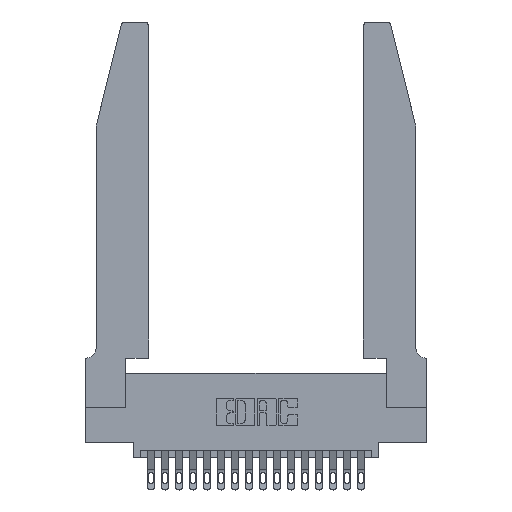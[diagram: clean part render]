
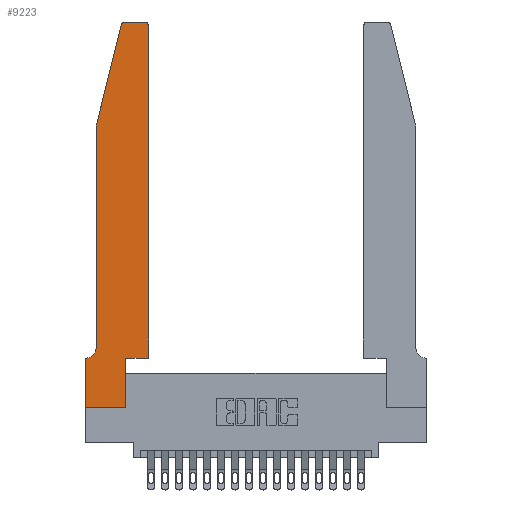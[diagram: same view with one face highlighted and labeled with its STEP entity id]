
A CAD part, top view. The second image highlights one B-rep face of the part: STEP entity #9223.
In plain terms, the highlighted planar face has unit normal (0, 0, 1).
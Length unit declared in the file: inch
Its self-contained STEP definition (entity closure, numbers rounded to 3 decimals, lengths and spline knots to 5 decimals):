
#40 = CARTESIAN_POINT ( 'NONE',  ( 0.2865, 0.35, 0.37 ) ) ;
#430 = VECTOR ( 'NONE', #2085, 39.37008 ) ;
#736 = DIRECTION ( 'NONE',  ( -0.239, -0.971, 0. ) ) ;
#952 = CARTESIAN_POINT ( 'NONE',  ( 0.2865, 0., 0.37 ) ) ;
#1190 = ORIENTED_EDGE ( 'NONE', *, *, #12947, .T. ) ;
#1520 = DIRECTION ( 'NONE',  ( 0., 0., 1. ) ) ;
#1998 = CARTESIAN_POINT ( 'NONE',  ( 0.25487, 2.72718, 0.37 ) ) ;
#2044 = VECTOR ( 'NONE', #7080, 39.37008 ) ;
#2085 = DIRECTION ( 'NONE',  ( 0., 1., 0. ) ) ;
#2108 = DIRECTION ( 'NONE',  ( 0., -1., 0. ) ) ;
#2698 = VERTEX_POINT ( 'NONE', #14934 ) ;
#2749 = AXIS2_PLACEMENT_3D ( 'NONE', #13510, #11696, #13371 ) ;
#3089 = CARTESIAN_POINT ( 'NONE',  ( 0.4505, 0.35, 0.37 ) ) ;
#3291 = DIRECTION ( 'NONE',  ( 0., 0., 1. ) ) ;
#3642 = FACE_OUTER_BOUND ( 'NONE', #11033, .T. ) ;
#4343 = LINE ( 'NONE', #17743, #5896 ) ;
#4466 = CARTESIAN_POINT ( 'NONE',  ( 0.0755, 0.35, 0.37 ) ) ;
#4478 = CARTESIAN_POINT ( 'NONE',  ( 0.4505, 2.72, 0.37 ) ) ;
#4711 = VERTEX_POINT ( 'NONE', #4478 ) ;
#4833 = DIRECTION ( 'NONE',  ( 0., 1., 0. ) ) ;
#5184 = VERTEX_POINT ( 'NONE', #12029 ) ;
#5481 = CARTESIAN_POINT ( 'NONE',  ( 0.4205, 2.72, 0.37 ) ) ;
#5635 = DIRECTION ( 'NONE',  ( 0., 0., 1. ) ) ;
#5667 = ORIENTED_EDGE ( 'NONE', *, *, #15172, .T. ) ;
#5817 = VERTEX_POINT ( 'NONE', #3089 ) ;
#5896 = VECTOR ( 'NONE', #19409, 39.37008 ) ;
#6028 = LINE ( 'NONE', #4466, #14708 ) ;
#6121 = VECTOR ( 'NONE', #736, 39.37008 ) ;
#6176 = DIRECTION ( 'NONE',  ( 1., 0., 0. ) ) ;
#6231 = ORIENTED_EDGE ( 'NONE', *, *, #12218, .T. ) ;
#6764 = CARTESIAN_POINT ( 'NONE',  ( 0., 0.35, 0.37 ) ) ;
#6912 = CARTESIAN_POINT ( 'NONE',  ( 0.0755, 2., 0.37 ) ) ;
#6933 = ORIENTED_EDGE ( 'NONE', *, *, #17876, .T. ) ;
#7072 = CIRCLE ( 'NONE', #10162, 0.03 ) ;
#7080 = DIRECTION ( 'NONE',  ( 1., 0., 0. ) ) ;
#7164 = DIRECTION ( 'NONE',  ( 1., 0., 0. ) ) ;
#7742 = CARTESIAN_POINT ( 'NONE',  ( 0., 0., 0.37 ) ) ;
#7994 = DIRECTION ( 'NONE',  ( -1., 0., 0. ) ) ;
#8164 = EDGE_CURVE ( 'NONE', #14802, #15696, #13550, .T. ) ;
#8625 = EDGE_CURVE ( 'NONE', #15696, #9487, #11371, .T. ) ;
#8635 = CARTESIAN_POINT ( 'NONE',  ( 0.4205, 2.75, 0.37 ) ) ;
#8659 = ORIENTED_EDGE ( 'NONE', *, *, #10968, .T. ) ;
#8719 = CARTESIAN_POINT ( 'NONE',  ( 0.0755, 2., 0.37 ) ) ;
#9223 = ADVANCED_FACE ( 'NONE', ( #3642 ), #11706, .T. ) ;
#9447 = LINE ( 'NONE', #11894, #430 ) ;
#9469 = CARTESIAN_POINT ( 'NONE',  ( 0.284, 2.75, 0.37 ) ) ;
#9487 = VERTEX_POINT ( 'NONE', #952 ) ;
#9505 = VECTOR ( 'NONE', #4833, 39.37008 ) ;
#9575 = ORIENTED_EDGE ( 'NONE', *, *, #15515, .T. ) ;
#10078 = EDGE_CURVE ( 'NONE', #4711, #20080, #18493, .T. ) ;
#10162 = AXIS2_PLACEMENT_3D ( 'NONE', #14375, #1520, #6176 ) ;
#10429 = LINE ( 'NONE', #8719, #6121 ) ;
#10599 = EDGE_CURVE ( 'NONE', #15137, #5817, #20817, .T. ) ;
#10724 = CARTESIAN_POINT ( 'NONE',  ( 0., 0.35, 0.37 ) ) ;
#10822 = DIRECTION ( 'NONE',  ( 1., 0., 0. ) ) ;
#10968 = EDGE_CURVE ( 'NONE', #9487, #15137, #18205, .T. ) ;
#11033 = EDGE_LOOP ( 'NONE', ( #18367, #9575, #6933, #6231, #5667, #14858, #16783, #13180, #8659, #15273, #1190, #18357 ) ) ;
#11371 = LINE ( 'NONE', #7742, #15208 ) ;
#11696 = DIRECTION ( 'NONE',  ( 0., 0., -1. ) ) ;
#11706 = PLANE ( 'NONE',  #13086 ) ;
#11894 = CARTESIAN_POINT ( 'NONE',  ( 0.4505, 0.35, 0.37 ) ) ;
#12029 = CARTESIAN_POINT ( 'NONE',  ( 0.0755, 0.42, 0.37 ) ) ;
#12218 = EDGE_CURVE ( 'NONE', #2698, #5184, #18173, .T. ) ;
#12273 = VERTEX_POINT ( 'NONE', #18319 ) ;
#12750 = EDGE_CURVE ( 'NONE', #20080, #13809, #4343, .T. ) ;
#12947 = EDGE_CURVE ( 'NONE', #5817, #4711, #9447, .T. ) ;
#13068 = VECTOR ( 'NONE', #2108, 39.37008 ) ;
#13086 = AXIS2_PLACEMENT_3D ( 'NONE', #6764, #3291, #18183 ) ;
#13180 = ORIENTED_EDGE ( 'NONE', *, *, #8625, .T. ) ;
#13371 = DIRECTION ( 'NONE',  ( -1., 0., 0. ) ) ;
#13510 = CARTESIAN_POINT ( 'NONE',  ( 0.0055, 0.42, 0.37 ) ) ;
#13550 = LINE ( 'NONE', #16198, #17661 ) ;
#13809 = VERTEX_POINT ( 'NONE', #9469 ) ;
#14375 = CARTESIAN_POINT ( 'NONE',  ( 0.284, 2.72, 0.37 ) ) ;
#14631 = DIRECTION ( 'NONE',  ( 0., -1., 0. ) ) ;
#14708 = VECTOR ( 'NONE', #7994, 39.37008 ) ;
#14802 = VERTEX_POINT ( 'NONE', #10724 ) ;
#14858 = ORIENTED_EDGE ( 'NONE', *, *, #19380, .T. ) ;
#14934 = CARTESIAN_POINT ( 'NONE',  ( 0.0755, 2., 0.37 ) ) ;
#15137 = VERTEX_POINT ( 'NONE', #19998 ) ;
#15169 = CARTESIAN_POINT ( 'NONE',  ( 0.4505, 0.35, 0.37 ) ) ;
#15172 = EDGE_CURVE ( 'NONE', #5184, #12273, #15987, .T. ) ;
#15208 = VECTOR ( 'NONE', #10822, 39.37008 ) ;
#15273 = ORIENTED_EDGE ( 'NONE', *, *, #10599, .T. ) ;
#15408 = AXIS2_PLACEMENT_3D ( 'NONE', #5481, #5635, #7164 ) ;
#15515 = EDGE_CURVE ( 'NONE', #13809, #20064, #7072, .T. ) ;
#15696 = VERTEX_POINT ( 'NONE', #16489 ) ;
#15987 = CIRCLE ( 'NONE', #2749, 0.07 ) ;
#16198 = CARTESIAN_POINT ( 'NONE',  ( 0., 0., 0.37 ) ) ;
#16489 = CARTESIAN_POINT ( 'NONE',  ( 0., 0., 0.37 ) ) ;
#16783 = ORIENTED_EDGE ( 'NONE', *, *, #8164, .T. ) ;
#17661 = VECTOR ( 'NONE', #14631, 39.37008 ) ;
#17743 = CARTESIAN_POINT ( 'NONE',  ( 0.2605, 2.75, 0.37 ) ) ;
#17876 = EDGE_CURVE ( 'NONE', #20064, #2698, #10429, .T. ) ;
#18173 = LINE ( 'NONE', #6912, #13068 ) ;
#18183 = DIRECTION ( 'NONE',  ( 1., 0., 0. ) ) ;
#18205 = LINE ( 'NONE', #40, #9505 ) ;
#18319 = CARTESIAN_POINT ( 'NONE',  ( 0.0055, 0.35, 0.37 ) ) ;
#18357 = ORIENTED_EDGE ( 'NONE', *, *, #10078, .T. ) ;
#18367 = ORIENTED_EDGE ( 'NONE', *, *, #12750, .T. ) ;
#18493 = CIRCLE ( 'NONE', #15408, 0.03 ) ;
#19380 = EDGE_CURVE ( 'NONE', #12273, #14802, #6028, .T. ) ;
#19409 = DIRECTION ( 'NONE',  ( -1., 0., 0. ) ) ;
#19998 = CARTESIAN_POINT ( 'NONE',  ( 0.2865, 0.35, 0.37 ) ) ;
#20064 = VERTEX_POINT ( 'NONE', #1998 ) ;
#20080 = VERTEX_POINT ( 'NONE', #8635 ) ;
#20817 = LINE ( 'NONE', #15169, #2044 ) ;
